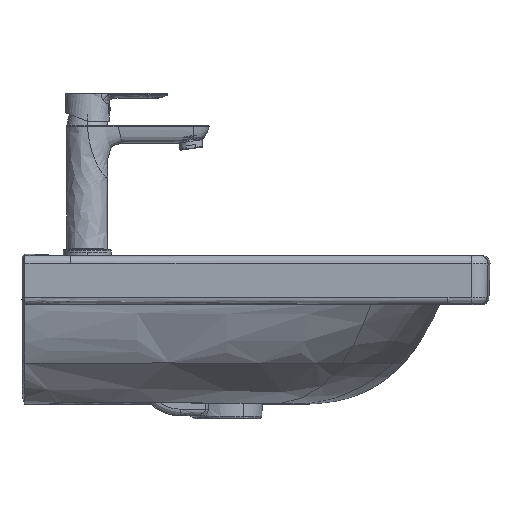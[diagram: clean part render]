
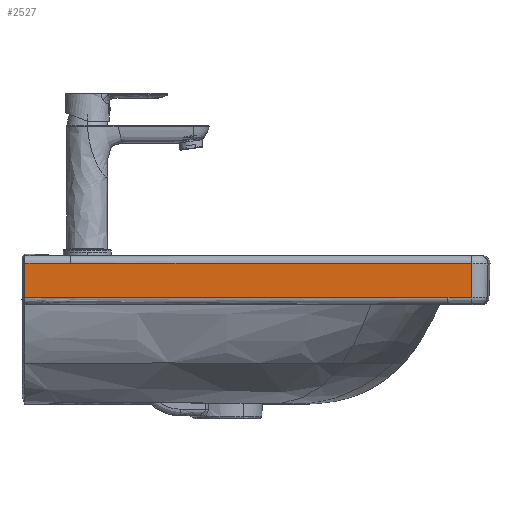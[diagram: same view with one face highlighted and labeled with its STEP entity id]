
A CAD part, left-side view. The second image highlights one B-rep face of the part: STEP entity #2527.
In plain terms, the highlighted free-form (B-spline) face has degree [5, 1] with [12, 2] control points.
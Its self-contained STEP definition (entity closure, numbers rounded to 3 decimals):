
#569=B_SPLINE_CURVE_WITH_KNOTS('',1,(#128449,#128450),.UNSPECIFIED.,.F.,
 .F.,(2,2),(0.,35.547),.UNSPECIFIED.);
#715=B_SPLINE_CURVE_WITH_KNOTS('',1,(#130323,#130324),.UNSPECIFIED.,.F.,
 .F.,(2,2),(-433.963,0.),.UNSPECIFIED.);
#717=B_SPLINE_CURVE_WITH_KNOTS('',5,(#130333,#130334,#130335,#130336,#130337,
#130338),.UNSPECIFIED.,.F.,.F.,(6,6),(53.041,119.507),
 .UNSPECIFIED.);
#719=B_SPLINE_CURVE_WITH_KNOTS('',3,(#130345,#130346,#130347,#130348,#130349,
#130350,#130351,#130352,#130353,#130354),.UNSPECIFIED.,.F.,.F.,(4,2,2,2,
4),(-84.978,-69.853,-62.291,-58.509,-54.728),
 .UNSPECIFIED.);
#720=B_SPLINE_CURVE_WITH_KNOTS('',1,(#130355,#130356),.UNSPECIFIED.,.F.,
 .F.,(2,2),(6.793,42.294),.UNSPECIFIED.);
#721=B_SPLINE_CURVE_WITH_KNOTS('',3,(#130357,#130358,#130359,#130360,#130361,
#130362,#130363,#130364,#130365,#130366,#130367,#130368,#130369,#130370),
 .UNSPECIFIED.,.F.,.F.,(4,2,2,2,2,2,4),(145.982,164.127,
182.272,218.561,291.14,436.297,726.612),
 .UNSPECIFIED.);
#1642=B_SPLINE_SURFACE_WITH_KNOTS('',5,1,((#47709,#47710),(#47711,#47712),
(#47713,#47714),(#47715,#47716),(#47717,#47718),(#47719,#47720),(#47721,
#47722),(#47723,#47724),(#47725,#47726),(#47727,#47728),(#47729,#47730),
(#47731,#47732)),.UNSPECIFIED.,.F.,.F.,.F.,(6,3,3,6),(2,2),(0.,416.644,
457.328,459.46),(0.,50.023),.UNSPECIFIED.);
#2527=ADVANCED_FACE('',(#3436),#1642,.T.);
#3436=FACE_OUTER_BOUND('',#4389,.T.);
#4389=EDGE_LOOP('',(#7258,#7259,#7260,#7261,#7262,#7263));
#7258=ORIENTED_EDGE('',*,*,#10222,.T.);
#7259=ORIENTED_EDGE('',*,*,#10412,.F.);
#7260=ORIENTED_EDGE('',*,*,#10416,.T.);
#7261=ORIENTED_EDGE('',*,*,#10417,.T.);
#7262=ORIENTED_EDGE('',*,*,#10418,.T.);
#7263=ORIENTED_EDGE('',*,*,#10414,.T.);
#10222=EDGE_CURVE('',#12764,#12763,#569,.T.);
#10412=EDGE_CURVE('',#12867,#12763,#715,.T.);
#10414=EDGE_CURVE('',#12868,#12764,#717,.T.);
#10416=EDGE_CURVE('',#12867,#12870,#719,.T.);
#10417=EDGE_CURVE('',#12870,#12871,#720,.T.);
#10418=EDGE_CURVE('',#12871,#12868,#721,.T.);
#12763=VERTEX_POINT('',#125444);
#12764=VERTEX_POINT('',#125445);
#12867=VERTEX_POINT('',#125548);
#12868=VERTEX_POINT('',#125549);
#12870=VERTEX_POINT('',#125551);
#12871=VERTEX_POINT('',#125552);
#47709=CARTESIAN_POINT('',(-598.856,240.037,32.704));
#47710=CARTESIAN_POINT('',(-600.356,240.036,82.704));
#47711=CARTESIAN_POINT('',(-598.806,156.708,32.704));
#47712=CARTESIAN_POINT('',(-600.306,156.707,82.704));
#47713=CARTESIAN_POINT('',(-598.756,73.379,32.704));
#47714=CARTESIAN_POINT('',(-600.256,73.378,82.704));
#47715=CARTESIAN_POINT('',(-598.706,-9.95,32.704));
#47716=CARTESIAN_POINT('',(-600.206,-9.951,82.704));
#47717=CARTESIAN_POINT('',(-598.652,-101.416,32.704));
#47718=CARTESIAN_POINT('',(-600.152,-101.416,82.704));
#47719=CARTESIAN_POINT('',(-598.597,-192.881,32.704));
#47720=CARTESIAN_POINT('',(-600.097,-192.882,82.704));
#47721=CARTESIAN_POINT('',(-598.592,-201.018,32.704));
#47722=CARTESIAN_POINT('',(-600.092,-201.019,82.704));
#47723=CARTESIAN_POINT('',(-598.587,-209.581,32.704));
#47724=CARTESIAN_POINT('',(-600.087,-209.582,82.704));
#47725=CARTESIAN_POINT('',(-598.582,-218.144,32.704));
#47726=CARTESIAN_POINT('',(-600.082,-218.145,82.704));
#47727=CARTESIAN_POINT('',(-598.579,-220.428,32.704));
#47728=CARTESIAN_POINT('',(-600.08,-220.426,82.704));
#47729=CARTESIAN_POINT('',(-598.582,-220.846,32.704));
#47730=CARTESIAN_POINT('',(-600.08,-220.84,82.704));
#47731=CARTESIAN_POINT('',(-598.579,-221.264,32.704));
#47732=CARTESIAN_POINT('',(-600.08,-221.275,82.704));
#125444=CARTESIAN_POINT('',(-599.058,237.036,39.494));
#125445=CARTESIAN_POINT('',(-600.124,237.036,75.025));
#125548=CARTESIAN_POINT('',(-598.798,-196.927,39.494));
#125549=CARTESIAN_POINT('',(-600.094,190.031,74.979));
#125551=CARTESIAN_POINT('',(-598.783,-221.266,39.494));
#125552=CARTESIAN_POINT('',(-599.848,-221.273,74.979));
#128449=CARTESIAN_POINT('',(-600.124,237.036,75.025));
#128450=CARTESIAN_POINT('',(-599.058,237.036,39.494));
#130323=CARTESIAN_POINT('',(-598.798,-196.927,39.494));
#130324=CARTESIAN_POINT('',(-599.058,237.036,39.494));
#130333=CARTESIAN_POINT('',(-600.094,190.031,74.979));
#130334=CARTESIAN_POINT('',(-600.1,199.433,74.979));
#130335=CARTESIAN_POINT('',(-600.106,208.835,74.986));
#130336=CARTESIAN_POINT('',(-600.112,218.235,74.997));
#130337=CARTESIAN_POINT('',(-600.118,227.636,75.011));
#130338=CARTESIAN_POINT('',(-600.124,237.036,75.025));
#130345=CARTESIAN_POINT('',(-598.798,-196.927,39.494));
#130346=CARTESIAN_POINT('',(-598.796,-200.676,39.494));
#130347=CARTESIAN_POINT('',(-598.794,-204.426,39.494));
#130348=CARTESIAN_POINT('',(-598.79,-210.05,39.494));
#130349=CARTESIAN_POINT('',(-598.789,-211.925,39.494));
#130350=CARTESIAN_POINT('',(-598.787,-214.737,39.494));
#130351=CARTESIAN_POINT('',(-598.787,-215.674,39.494));
#130352=CARTESIAN_POINT('',(-598.786,-217.549,39.494));
#130353=CARTESIAN_POINT('',(-598.789,-220.342,39.494));
#130354=CARTESIAN_POINT('',(-598.783,-221.266,39.494));
#130355=CARTESIAN_POINT('',(-598.783,-221.266,39.494));
#130356=CARTESIAN_POINT('',(-599.848,-221.273,74.979));
#130357=CARTESIAN_POINT('',(-599.848,-221.273,74.979));
#130358=CARTESIAN_POINT('',(-599.855,-216.952,74.979));
#130359=CARTESIAN_POINT('',(-599.854,-210.894,74.979));
#130360=CARTESIAN_POINT('',(-599.859,-202.364,74.979));
#130361=CARTESIAN_POINT('',(-599.862,-198.099,74.979));
#130362=CARTESIAN_POINT('',(-599.87,-185.303,74.979));
#130363=CARTESIAN_POINT('',(-599.875,-176.773,74.979));
#130364=CARTESIAN_POINT('',(-599.89,-151.182,74.979));
#130365=CARTESIAN_POINT('',(-599.9,-134.121,74.979));
#130366=CARTESIAN_POINT('',(-599.931,-82.939,74.979));
#130367=CARTESIAN_POINT('',(-599.951,-48.818,74.979));
#130368=CARTESIAN_POINT('',(-600.012,53.546,74.979));
#130369=CARTESIAN_POINT('',(-600.053,121.789,74.979));
#130370=CARTESIAN_POINT('',(-600.094,190.031,74.979));
